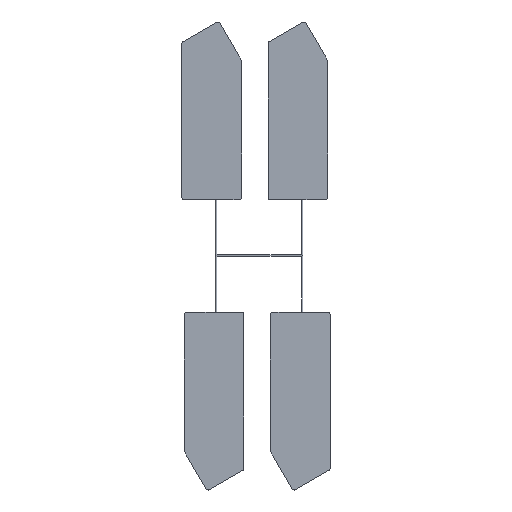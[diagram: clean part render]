
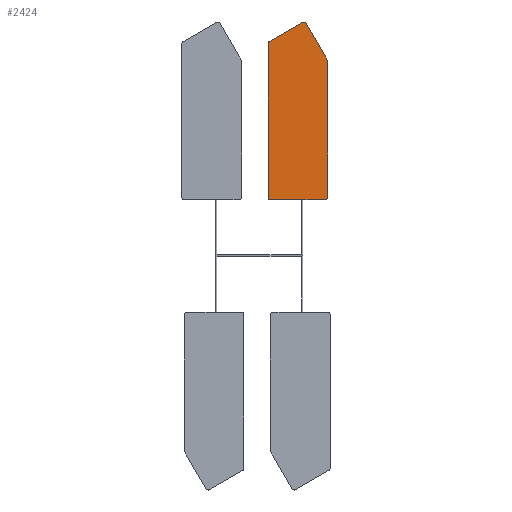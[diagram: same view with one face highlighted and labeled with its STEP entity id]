
A CAD part, top view. The second image highlights one B-rep face of the part: STEP entity #2424.
In plain terms, the highlighted planar face has unit normal (0, 0, 1).
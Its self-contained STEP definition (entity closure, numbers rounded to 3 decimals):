
#53=PLANE('',#2603);
#154=FACE_OUTER_BOUND('',#285,.T.);
#285=EDGE_LOOP('',(#1874,#1875,#1876,#1877,#1878,#1879,#1880,#1881,#1882,
#1883));
#388=CIRCLE('',#2590,0.9);
#390=CIRCLE('',#2593,0.9);
#392=CIRCLE('',#2596,0.9);
#393=CIRCLE('',#2598,0.9);
#396=CIRCLE('',#2602,0.9);
#666=LINE('',#9928,#781);
#671=LINE('',#9939,#786);
#674=LINE('',#9946,#789);
#678=LINE('',#9955,#793);
#684=LINE('',#9968,#799);
#781=VECTOR('',#2886,10.);
#786=VECTOR('',#2893,10.);
#789=VECTOR('',#2898,10.);
#793=VECTOR('',#2904,10.);
#799=VECTOR('',#2912,10.);
#977=VERTEX_POINT('',#9926);
#978=VERTEX_POINT('',#9927);
#982=VERTEX_POINT('',#9936);
#983=VERTEX_POINT('',#9938);
#985=VERTEX_POINT('',#9944);
#986=VERTEX_POINT('',#9945);
#989=VERTEX_POINT('',#9953);
#990=VERTEX_POINT('',#9954);
#995=VERTEX_POINT('',#9965);
#996=VERTEX_POINT('',#9967);
#1298=EDGE_CURVE('',#977,#978,#666,.T.);
#1303=EDGE_CURVE('',#982,#983,#671,.T.);
#1306=EDGE_CURVE('',#985,#986,#674,.T.);
#1310=EDGE_CURVE('',#989,#990,#678,.T.);
#1316=EDGE_CURVE('',#995,#996,#684,.T.);
#1319=EDGE_CURVE('',#986,#995,#388,.T.);
#1321=EDGE_CURVE('',#978,#985,#390,.T.);
#1323=EDGE_CURVE('',#983,#977,#392,.T.);
#1324=EDGE_CURVE('',#990,#982,#393,.T.);
#1327=EDGE_CURVE('',#996,#989,#396,.T.);
#1874=ORIENTED_EDGE('',*,*,#1306,.F.);
#1875=ORIENTED_EDGE('',*,*,#1321,.F.);
#1876=ORIENTED_EDGE('',*,*,#1298,.F.);
#1877=ORIENTED_EDGE('',*,*,#1323,.F.);
#1878=ORIENTED_EDGE('',*,*,#1303,.F.);
#1879=ORIENTED_EDGE('',*,*,#1324,.F.);
#1880=ORIENTED_EDGE('',*,*,#1310,.F.);
#1881=ORIENTED_EDGE('',*,*,#1327,.F.);
#1882=ORIENTED_EDGE('',*,*,#1316,.F.);
#1883=ORIENTED_EDGE('',*,*,#1319,.F.);
#2424=ADVANCED_FACE('',(#154),#53,.F.);
#2590=AXIS2_PLACEMENT_3D('',#9972,#2918,#2919);
#2593=AXIS2_PLACEMENT_3D('',#9975,#2924,#2925);
#2596=AXIS2_PLACEMENT_3D('',#9978,#2930,#2931);
#2598=AXIS2_PLACEMENT_3D('',#9980,#2934,#2935);
#2602=AXIS2_PLACEMENT_3D('',#9984,#2942,#2943);
#2603=AXIS2_PLACEMENT_3D('',#9985,#2944,#2945);
#2886=DIRECTION('',(0.5,-0.866,0.));
#2893=DIRECTION('',(0.866,0.5,0.));
#2898=DIRECTION('',(0.,-1.,0.));
#2904=DIRECTION('',(0.,1.,0.));
#2912=DIRECTION('',(-1.,0.,0.));
#2918=DIRECTION('center_axis',(0.,0.,-1.));
#2919=DIRECTION('ref_axis',(1.,0.,0.));
#2924=DIRECTION('center_axis',(0.,0.,-1.));
#2925=DIRECTION('ref_axis',(0.866,0.5,0.));
#2930=DIRECTION('center_axis',(0.,0.,-1.));
#2931=DIRECTION('ref_axis',(-0.5,0.866,0.));
#2934=DIRECTION('center_axis',(0.,0.,-1.));
#2935=DIRECTION('ref_axis',(-1.,0.,0.));
#2942=DIRECTION('center_axis',(0.,0.,-1.));
#2943=DIRECTION('ref_axis',(0.,-1.,0.));
#2944=DIRECTION('center_axis',(0.,0.,-1.));
#2945=DIRECTION('ref_axis',(-1.,0.,0.));
#9926=CARTESIAN_POINT('',(253.689,45.293,8.));
#9927=CARTESIAN_POINT('',(261.079,32.492,8.));
#9928=CARTESIAN_POINT('',(253.689,45.293,8.));
#9936=CARTESIAN_POINT('',(240.85,38.92,8.));
#9938=CARTESIAN_POINT('',(252.459,45.623,8.));
#9939=CARTESIAN_POINT('',(240.85,38.92,8.));
#9944=CARTESIAN_POINT('',(261.2,32.042,8.));
#9945=CARTESIAN_POINT('',(261.2,-15.317,8.));
#9946=CARTESIAN_POINT('',(261.2,32.042,8.));
#9953=CARTESIAN_POINT('',(240.4,-15.317,8.));
#9954=CARTESIAN_POINT('',(240.4,38.141,8.));
#9955=CARTESIAN_POINT('',(240.4,-15.317,8.));
#9965=CARTESIAN_POINT('',(260.3,-16.217,8.));
#9967=CARTESIAN_POINT('',(241.3,-16.217,8.));
#9968=CARTESIAN_POINT('',(260.3,-16.217,8.));
#9972=CARTESIAN_POINT('Origin',(260.3,-15.317,8.));
#9975=CARTESIAN_POINT('Origin',(260.3,32.042,8.));
#9978=CARTESIAN_POINT('Origin',(252.909,44.843,8.));
#9980=CARTESIAN_POINT('Origin',(241.3,38.141,8.));
#9984=CARTESIAN_POINT('Origin',(241.3,-15.317,8.));
#9985=CARTESIAN_POINT('Origin',(250.8,14.763,8.));
